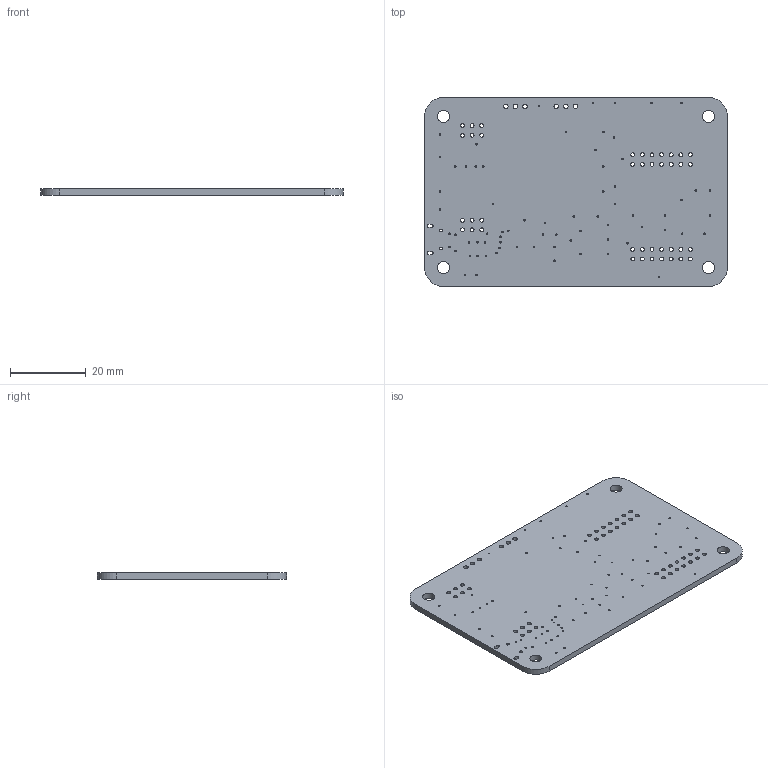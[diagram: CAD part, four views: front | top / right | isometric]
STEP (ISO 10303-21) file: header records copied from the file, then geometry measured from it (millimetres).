
FILE_DESCRIPTION(('FreeCAD Model'),'2;1');
FILE_NAME('backplane.step', '2017-06-29T22:10:53',('kicad StepUp'),('ksu MCAD'), 'Open CASCADE STEP processor 6.8','FreeCAD','Unknown');
FILE_SCHEMA(('AUTOMOTIVE_DESIGN_CC2 { 1 2 10303 214 -1 1 5 4 }'));
Length unit declared in the file: millimetre
Products named in the file (2): ASSEMBLY; Pcb
Assembly tree (1 placements, depth 2):
  ASSEMBLY
    Pcb
Bounding box: 80 x 50 x 1.6 mm (x, y, z)
Volume: 6232.2 mm3; surface area: 8660.5 mm2
Topology: 1 solids, 1 shells, 155 faces, 459 edges, 306 vertices
Faces by surface type: cylinder 141, plane 14
Full cylindrical faces by diameter (mm): 0.4 x71, 1.016 x40, 1.2 x6, 3.2 x4
Entity records: 5894 total; most frequent: DIRECTION 1055, CARTESIAN_POINT 922, ORIENTED_EDGE 918, EDGE_CURVE 459, AXIS2_PLACEMENT_3D 439, FACE_BOUND 405, EDGE_LOOP 405, VERTEX_POINT 306
